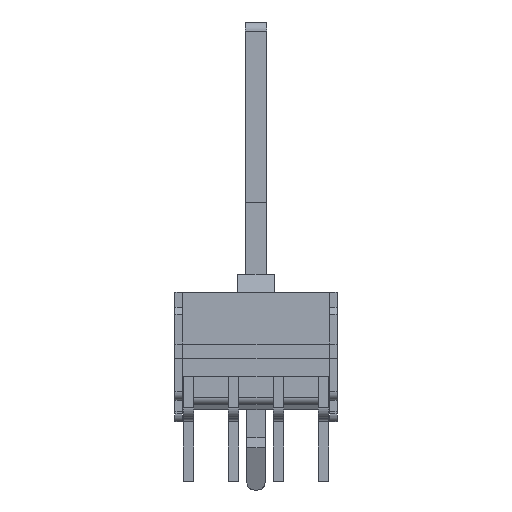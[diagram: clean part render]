
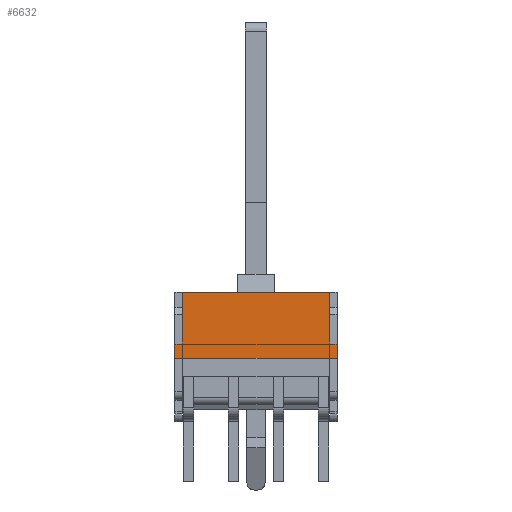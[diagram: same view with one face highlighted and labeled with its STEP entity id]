
A CAD part, left-side view. The second image highlights one B-rep face of the part: STEP entity #6632.
In plain terms, the highlighted planar face has unit normal (-1, 0, 0).
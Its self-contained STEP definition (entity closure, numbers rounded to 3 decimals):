
#158=PLANE('',#7061);
#475=FACE_OUTER_BOUND('',#823,.T.);
#823=EDGE_LOOP('',(#5213,#5214,#5215,#5216,#5217,#5218,#5219,#5220));
#1185=LINE('',#9775,#2007);
#1266=LINE('',#10471,#2088);
#1275=LINE('',#10494,#2097);
#1454=LINE('',#10927,#2276);
#1549=LINE('',#11117,#2371);
#1550=LINE('',#11118,#2372);
#1551=LINE('',#11120,#2373);
#1552=LINE('',#11121,#2374);
#2007=VECTOR('',#7369,10.);
#2088=VECTOR('',#7504,10.);
#2097=VECTOR('',#7523,10.);
#2276=VECTOR('',#7910,10.);
#2371=VECTOR('',#8117,10.);
#2372=VECTOR('',#8118,10.);
#2373=VECTOR('',#8119,10.);
#2374=VECTOR('',#8120,10.);
#2849=VERTEX_POINT('',#9772);
#2850=VERTEX_POINT('',#9774);
#2940=VERTEX_POINT('',#10468);
#2941=VERTEX_POINT('',#10470);
#2949=VERTEX_POINT('',#10491);
#2950=VERTEX_POINT('',#10493);
#3139=VERTEX_POINT('',#11116);
#3140=VERTEX_POINT('',#11119);
#3507=EDGE_CURVE('',#2849,#2850,#1185,.T.);
#3613=EDGE_CURVE('',#2940,#2941,#1266,.T.);
#3624=EDGE_CURVE('',#2949,#2950,#1275,.T.);
#3842=EDGE_CURVE('',#2949,#2941,#1454,.T.);
#3937=EDGE_CURVE('',#2940,#3139,#1549,.T.);
#3938=EDGE_CURVE('',#3139,#2850,#1550,.T.);
#3939=EDGE_CURVE('',#2849,#3140,#1551,.T.);
#3940=EDGE_CURVE('',#3140,#2950,#1552,.T.);
#5213=ORIENTED_EDGE('',*,*,#3842,.T.);
#5214=ORIENTED_EDGE('',*,*,#3613,.F.);
#5215=ORIENTED_EDGE('',*,*,#3937,.T.);
#5216=ORIENTED_EDGE('',*,*,#3938,.T.);
#5217=ORIENTED_EDGE('',*,*,#3507,.F.);
#5218=ORIENTED_EDGE('',*,*,#3939,.T.);
#5219=ORIENTED_EDGE('',*,*,#3940,.T.);
#5220=ORIENTED_EDGE('',*,*,#3624,.F.);
#6632=ADVANCED_FACE('',(#475),#158,.T.);
#7061=AXIS2_PLACEMENT_3D('',#11115,#8115,#8116);
#7369=DIRECTION('',(0.,-1.,0.));
#7504=DIRECTION('',(0.,0.,-1.));
#7523=DIRECTION('',(0.,0.,1.));
#7910=DIRECTION('',(0.,-1.,0.));
#8115=DIRECTION('center_axis',(-1.,0.,0.));
#8116=DIRECTION('ref_axis',(0.,0.,1.));
#8117=DIRECTION('',(0.,1.,0.));
#8118=DIRECTION('',(0.,0.,1.));
#8119=DIRECTION('',(0.,0.,-1.));
#8120=DIRECTION('',(0.,1.,0.));
#9772=CARTESIAN_POINT('',(-37.5,4.1,0.2));
#9774=CARTESIAN_POINT('',(-37.5,-4.1,0.2));
#9775=CARTESIAN_POINT('',(-37.5,0.,0.2));
#10468=CARTESIAN_POINT('',(-37.5,-4.5,-2.681));
#10470=CARTESIAN_POINT('',(-37.5,-4.5,-3.468));
#10471=CARTESIAN_POINT('',(-37.5,-4.5,0.2));
#10491=CARTESIAN_POINT('',(-37.5,4.5,-3.468));
#10493=CARTESIAN_POINT('',(-37.5,4.5,-2.681));
#10494=CARTESIAN_POINT('',(-37.5,4.5,0.2));
#10927=CARTESIAN_POINT('',(-37.5,-2.25,-3.468));
#11115=CARTESIAN_POINT('Origin',(-37.5,0.,-7.));
#11116=CARTESIAN_POINT('',(-37.5,-4.1,-2.681));
#11117=CARTESIAN_POINT('',(-37.5,-2.25,-2.681));
#11118=CARTESIAN_POINT('',(-37.5,-4.1,-3.859));
#11119=CARTESIAN_POINT('',(-37.5,4.1,-2.681));
#11120=CARTESIAN_POINT('',(-37.5,4.1,-3.859));
#11121=CARTESIAN_POINT('',(-37.5,2.25,-2.681));
